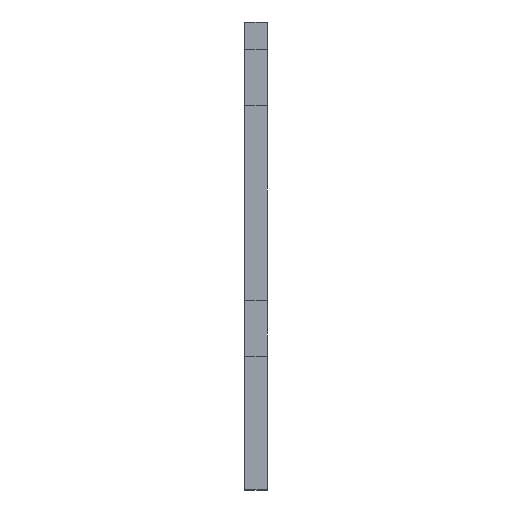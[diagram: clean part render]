
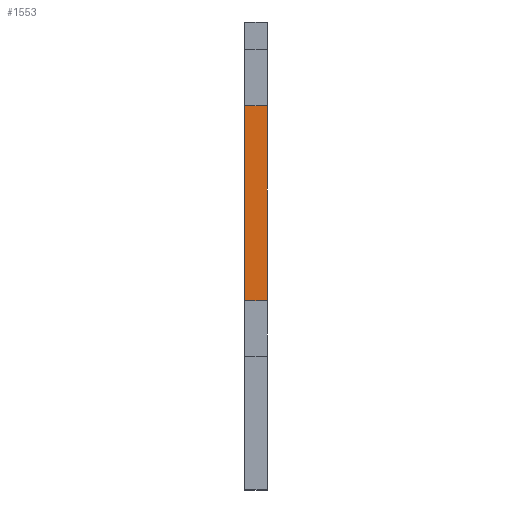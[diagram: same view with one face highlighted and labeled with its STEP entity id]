
A CAD part, front view. The second image highlights one B-rep face of the part: STEP entity #1553.
In plain terms, the highlighted planar face has unit normal (0, -1, 0).
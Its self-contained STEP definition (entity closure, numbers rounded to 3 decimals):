
#67=FACE_OUTER_BOUND('',#143,.T.);
#143=EDGE_LOOP('',(#1329,#1330,#1331,#1332));
#199=LINE('',#2111,#421);
#277=LINE('',#2266,#499);
#358=LINE('',#2413,#580);
#374=LINE('',#2452,#596);
#421=VECTOR('',#1721,10.);
#499=VECTOR('',#1813,10.);
#580=VECTOR('',#1922,10.);
#596=VECTOR('',#1982,10.);
#634=VERTEX_POINT('',#2108);
#635=VERTEX_POINT('',#2110);
#705=VERTEX_POINT('',#2264);
#757=VERTEX_POINT('',#2411);
#791=EDGE_CURVE('',#635,#634,#199,.T.);
#869=EDGE_CURVE('',#634,#705,#277,.T.);
#950=EDGE_CURVE('',#705,#757,#358,.T.);
#966=EDGE_CURVE('',#757,#635,#374,.T.);
#1329=ORIENTED_EDGE('',*,*,#950,.T.);
#1330=ORIENTED_EDGE('',*,*,#966,.T.);
#1331=ORIENTED_EDGE('',*,*,#791,.T.);
#1332=ORIENTED_EDGE('',*,*,#869,.T.);
#1477=PLANE('',#1643);
#1553=ADVANCED_FACE('',(#67),#1477,.T.);
#1643=AXIS2_PLACEMENT_3D('',#2451,#1980,#1981);
#1721=DIRECTION('',(0.,0.,1.));
#1813=DIRECTION('',(-1.,0.,0.));
#1922=DIRECTION('',(0.,0.,-1.));
#1980=DIRECTION('center_axis',(0.,-1.,0.));
#1981=DIRECTION('ref_axis',(0.,0.,
-1.));
#1982=DIRECTION('',(1.,0.,0.));
#2108=CARTESIAN_POINT('',(2.5,-417.5,-15.));
#2110=CARTESIAN_POINT('',(2.5,-417.5,-50.));
#2111=CARTESIAN_POINT('',(2.5,-417.5,-42.5));
#2264=CARTESIAN_POINT('',(-1.5,-417.5,-15.));
#2266=CARTESIAN_POINT('',(0.,-417.5,-15.));
#2411=CARTESIAN_POINT('',(-1.5,-417.5,-50.));
#2413=CARTESIAN_POINT('',(-1.5,-417.5,-30.));
#2451=CARTESIAN_POINT('Origin',(0.,-417.5,-60.));
#2452=CARTESIAN_POINT('',(0.,-417.5,-50.));
